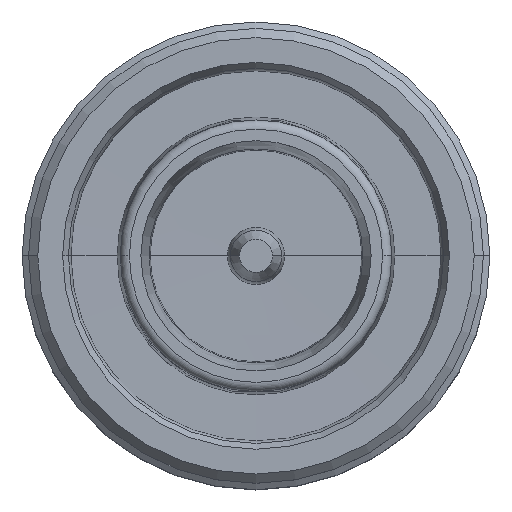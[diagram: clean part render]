
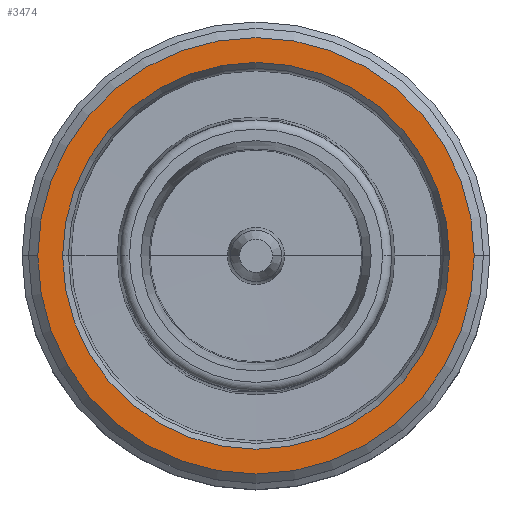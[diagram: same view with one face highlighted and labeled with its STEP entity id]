
A CAD part, top view. The second image highlights one B-rep face of the part: STEP entity #3474.
In plain terms, the highlighted planar face has unit normal (0, 0, 1).
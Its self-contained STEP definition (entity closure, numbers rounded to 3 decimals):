
#639 = DIRECTION ( 'NONE',  ( 0., 0., 1. ) ) ;
#1721 = DIRECTION ( 'NONE',  ( 0., 0., -1. ) ) ;
#1879 = AXIS2_PLACEMENT_3D ( 'NONE', #22973, #17167, #15781 ) ;
#2555 = CIRCLE ( 'NONE', #16168, 10.5 ) ;
#2816 = CARTESIAN_POINT ( 'NONE',  ( 11.85, 0., -1.4 ) ) ;
#3277 = EDGE_CURVE ( 'NONE', #4208, #13287, #18985, .T. ) ;
#3474 = ADVANCED_FACE ( 'NONE', ( #22556, #14606 ), #16668, .F. ) ;
#3819 = EDGE_CURVE ( 'NONE', #19594, #12990, #10489, .T. ) ;
#4208 = VERTEX_POINT ( 'NONE', #23035 ) ;
#4485 = DIRECTION ( 'NONE',  ( 1., 0., 0. ) ) ;
#6055 = AXIS2_PLACEMENT_3D ( 'NONE', #9651, #13284, #17014 ) ;
#7801 = AXIS2_PLACEMENT_3D ( 'NONE', #14828, #1721, #24380 ) ;
#9651 = CARTESIAN_POINT ( 'NONE',  ( 0., 0., -1.4 ) ) ;
#9666 = DIRECTION ( 'NONE',  ( 1., 0., 0. ) ) ;
#10405 = CARTESIAN_POINT ( 'NONE',  ( -11.85, 0., -1.4 ) ) ;
#10489 = CIRCLE ( 'NONE', #6055, 11.85 ) ;
#10819 = CIRCLE ( 'NONE', #1879, 11.85 ) ;
#11315 = CARTESIAN_POINT ( 'NONE',  ( 0., 0., -1.4 ) ) ;
#11576 = CARTESIAN_POINT ( 'NONE',  ( 0., 0., -1.4 ) ) ;
#12990 = VERTEX_POINT ( 'NONE', #10405 ) ;
#13284 = DIRECTION ( 'NONE',  ( 0., 0., 1. ) ) ;
#13287 = VERTEX_POINT ( 'NONE', #24057 ) ;
#13356 = DIRECTION ( 'NONE',  ( 0., 0., 1. ) ) ;
#14606 = FACE_BOUND ( 'NONE', #22663, .T. ) ;
#14828 = CARTESIAN_POINT ( 'NONE',  ( 0., 0., -1.4 ) ) ;
#15781 = DIRECTION ( 'NONE',  ( 1., 0., 0. ) ) ;
#16168 = AXIS2_PLACEMENT_3D ( 'NONE', #11576, #639, #9666 ) ;
#16668 = PLANE ( 'NONE',  #7801 ) ;
#16710 = ORIENTED_EDGE ( 'NONE', *, *, #20372, .T. ) ;
#17014 = DIRECTION ( 'NONE',  ( 1., 0., 0. ) ) ;
#17167 = DIRECTION ( 'NONE',  ( 0., 0., 1. ) ) ;
#17798 = ORIENTED_EDGE ( 'NONE', *, *, #21921, .F. ) ;
#18985 = CIRCLE ( 'NONE', #21913, 10.5 ) ;
#19521 = ORIENTED_EDGE ( 'NONE', *, *, #3277, .F. ) ;
#19594 = VERTEX_POINT ( 'NONE', #2816 ) ;
#20372 = EDGE_CURVE ( 'NONE', #12990, #19594, #10819, .T. ) ;
#21706 = EDGE_LOOP ( 'NONE', ( #16710, #24107 ) ) ;
#21913 = AXIS2_PLACEMENT_3D ( 'NONE', #11315, #13356, #4485 ) ;
#21921 = EDGE_CURVE ( 'NONE', #13287, #4208, #2555, .T. ) ;
#22556 = FACE_OUTER_BOUND ( 'NONE', #21706, .T. ) ;
#22663 = EDGE_LOOP ( 'NONE', ( #19521, #17798 ) ) ;
#22973 = CARTESIAN_POINT ( 'NONE',  ( 0., 0., -1.4 ) ) ;
#23035 = CARTESIAN_POINT ( 'NONE',  ( 10.5, 0., -1.4 ) ) ;
#24057 = CARTESIAN_POINT ( 'NONE',  ( -10.5, 0., -1.4 ) ) ;
#24107 = ORIENTED_EDGE ( 'NONE', *, *, #3819, .T. ) ;
#24380 = DIRECTION ( 'NONE',  ( -1., 0., 0. ) ) ;
